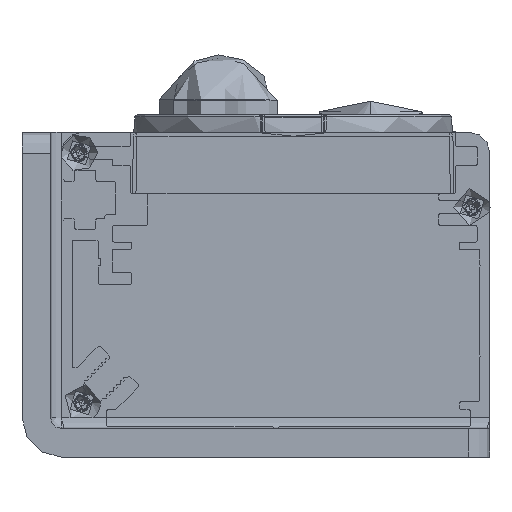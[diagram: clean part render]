
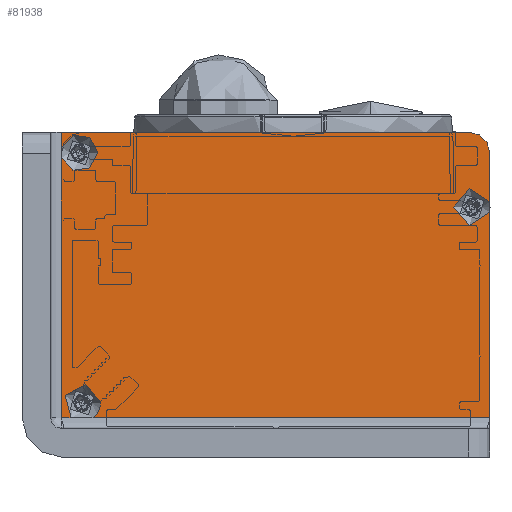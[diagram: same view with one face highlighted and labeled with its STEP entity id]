
A CAD part, front view. The second image highlights one B-rep face of the part: STEP entity #81938.
In plain terms, the highlighted face is planar.
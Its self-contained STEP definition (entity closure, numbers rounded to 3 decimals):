
#4508=CIRCLE('',#87503,2.6);
#4509=CIRCLE('',#87504,2.6);
#4510=CIRCLE('',#87505,3.);
#4511=CIRCLE('',#87506,2.6);
#7581=FACE_OUTER_BOUND('',#12092,.T.);
#12092=EDGE_LOOP('',(#66599,#66600,#66601,#66602,#66603,#66604,#66605,#66606,
#66607,#66608,#66609));
#19455=LINE('',#141524,#28811);
#19457=LINE('',#141528,#28813);
#19458=LINE('',#141531,#28814);
#19459=LINE('',#141535,#28815);
#19460=LINE('',#141537,#28816);
#19461=LINE('',#141541,#28817);
#19462=LINE('',#141544,#28818);
#28811=VECTOR('',#102531,2.186);
#28813=VECTOR('',#102535,36.386);
#28814=VECTOR('',#102538,1.38);
#28815=VECTOR('',#102541,55.56);
#28816=VECTOR('',#102542,28.786);
#28817=VECTOR('',#102545,6.786);
#28818=VECTOR('',#102548,57.);
#37536=VERTEX_POINT('',#141496);
#37539=VERTEX_POINT('',#141514);
#37540=VERTEX_POINT('',#141515);
#37541=VERTEX_POINT('',#141523);
#37543=VERTEX_POINT('',#141530);
#37544=VERTEX_POINT('',#141532);
#37545=VERTEX_POINT('',#141534);
#37546=VERTEX_POINT('',#141536);
#37547=VERTEX_POINT('',#141538);
#37548=VERTEX_POINT('',#141540);
#37549=VERTEX_POINT('',#141542);
#47737=EDGE_CURVE('',#37539,#37541,#19455,.T.);
#47740=EDGE_CURVE('',#37536,#37540,#19457,.T.);
#47741=EDGE_CURVE('',#37543,#37536,#19458,.T.);
#47742=EDGE_CURVE('',#37543,#37544,#4508,.T.);
#47743=EDGE_CURVE('',#37545,#37544,#19459,.T.);
#47744=EDGE_CURVE('',#37545,#37546,#19460,.F.);
#47745=EDGE_CURVE('',#37546,#37547,#4509,.T.);
#47746=EDGE_CURVE('',#37547,#37548,#19461,.F.);
#47747=EDGE_CURVE('',#37549,#37548,#4510,.T.);
#47748=EDGE_CURVE('',#37549,#37541,#19462,.F.);
#47749=EDGE_CURVE('',#37539,#37540,#4511,.T.);
#66599=ORIENTED_EDGE('',*,*,#47740,.F.);
#66600=ORIENTED_EDGE('',*,*,#47741,.F.);
#66601=ORIENTED_EDGE('',*,*,#47742,.T.);
#66602=ORIENTED_EDGE('',*,*,#47743,.F.);
#66603=ORIENTED_EDGE('',*,*,#47744,.T.);
#66604=ORIENTED_EDGE('',*,*,#47745,.T.);
#66605=ORIENTED_EDGE('',*,*,#47746,.T.);
#66606=ORIENTED_EDGE('',*,*,#47747,.F.);
#66607=ORIENTED_EDGE('',*,*,#47748,.T.);
#66608=ORIENTED_EDGE('',*,*,#47737,.F.);
#66609=ORIENTED_EDGE('',*,*,#47749,.T.);
#77887=PLANE('',#87502);
#81938=ADVANCED_FACE('',(#7581),#77887,.F.);
#87502=AXIS2_PLACEMENT_3D('',#141529,#102536,#102537);
#87503=AXIS2_PLACEMENT_3D('',#141533,#102539,#102540);
#87504=AXIS2_PLACEMENT_3D('',#141539,#102543,#102544);
#87505=AXIS2_PLACEMENT_3D('',#141543,#102546,#102547);
#87506=AXIS2_PLACEMENT_3D('',#141545,#102549,#102550);
#102531=DIRECTION('',(0.,1.,0.));
#102535=DIRECTION('',(0.,1.,0.));
#102536=DIRECTION('center_axis',(0.,0.,1.));
#102537=DIRECTION('ref_axis',(1.,0.,0.));
#102538=DIRECTION('',(1.,0.,0.));
#102539=DIRECTION('center_axis',(0.,0.,1.));
#102540=DIRECTION('ref_axis',(-1.,0.,0.));
#102541=DIRECTION('',(1.,0.,0.));
#102542=DIRECTION('',(0.,-1.,0.));
#102543=DIRECTION('center_axis',(0.,0.,1.));
#102544=DIRECTION('ref_axis',(-1.,0.,0.));
#102545=DIRECTION('',(0.,-1.,0.));
#102546=DIRECTION('center_axis',(0.,0.,1.));
#102547=DIRECTION('ref_axis',(-0.707,0.707,0.));
#102548=DIRECTION('',(-1.,0.,0.));
#102549=DIRECTION('center_axis',(0.,0.,1.));
#102550=DIRECTION('ref_axis',(-1.,0.,0.));
#141496=CARTESIAN_POINT('',(30.,3.,-0.5));
#141514=CARTESIAN_POINT('',(30.,40.814,-0.5));
#141515=CARTESIAN_POINT('',(30.,39.386,-0.5));
#141523=CARTESIAN_POINT('',(30.,43.,-0.5));
#141524=CARTESIAN_POINT('',(30.,22.25,-0.5));
#141528=CARTESIAN_POINT('',(30.,22.25,-0.5));
#141529=CARTESIAN_POINT('Origin',(0.,21.5,-0.5));
#141530=CARTESIAN_POINT('',(28.62,3.,-0.5));
#141531=CARTESIAN_POINT('',(0.,3.,-0.5));
#141532=CARTESIAN_POINT('',(25.56,3.,-0.5));
#141533=CARTESIAN_POINT('Origin',(27.09,5.102,-0.5));
#141534=CARTESIAN_POINT('',(-30.,3.,-0.5));
#141535=CARTESIAN_POINT('',(0.,3.,-0.5));
#141536=CARTESIAN_POINT('',(-30.,31.786,-0.5));
#141537=CARTESIAN_POINT('',(-30.,10.75,-0.5));
#141538=CARTESIAN_POINT('',(-30.,33.214,-0.5));
#141539=CARTESIAN_POINT('Origin',(-27.5,32.5,-0.5));
#141540=CARTESIAN_POINT('',(-30.,40.,-0.5));
#141541=CARTESIAN_POINT('',(-30.,10.75,-0.5));
#141542=CARTESIAN_POINT('',(-27.,43.,-0.5));
#141543=CARTESIAN_POINT('Origin',(-27.,40.,-0.5));
#141544=CARTESIAN_POINT('',(15.75,43.,-0.5));
#141545=CARTESIAN_POINT('Origin',(27.5,40.1,-0.5));
